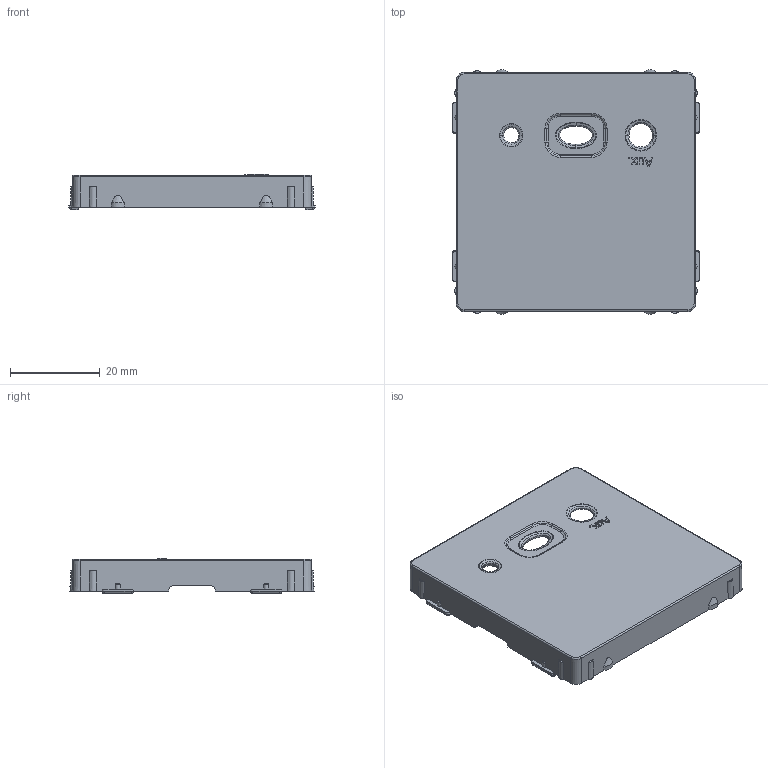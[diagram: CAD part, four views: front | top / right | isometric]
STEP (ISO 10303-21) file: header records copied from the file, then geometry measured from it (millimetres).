
FILE_DESCRIPTION(('CATIA V5 STEP Exchange','CAx-IF Rec.Pracs.--- Model Styling and Organization---1.4--- 2014-01-23'),'2;1');
FILE_NAME('755431_AllCATPart.stp','2020-02-20T11:55:37+00:00',('none'),('none'),'CATIA Version 5-6 Release 2017 SP3','CATIA V5 STEP AP214','none');
FILE_SCHEMA(('AUTOMOTIVE_DESIGN { 1 0 10303 214 1 1 1 1 }'));
Products named in the file (1): 755431_AllCATPart
Bounding box: 54.8 x 54.4 x 7.8 mm (x, y, z)
Volume: 5185.1 mm3; surface area: 8437.5 mm2
Topology: 1 solids, 1 shells, 2011 faces, 5825 edges, 3864 vertices
Faces by surface type: plane 1888, cone 42, cylinder 41, torus 24, bspline 16
Entity records: 66888 total; most frequent: CARTESIAN_POINT 15965, ORIENTED_EDGE 11650, DIRECTION 7775, EDGE_CURVE 5825, VECTOR 3948, LINE 3948, VERTEX_POINT 3864, EDGE_LOOP 2065
